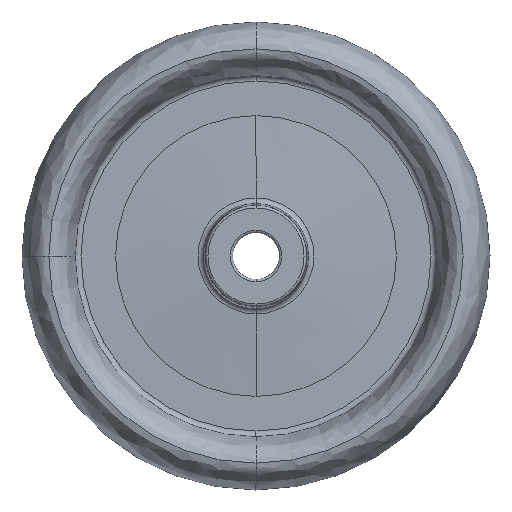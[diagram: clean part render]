
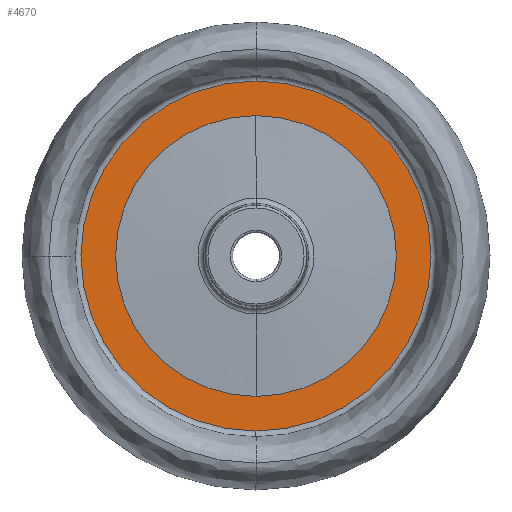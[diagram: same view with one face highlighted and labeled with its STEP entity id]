
A CAD part, left-side view. The second image highlights one B-rep face of the part: STEP entity #4670.
In plain terms, the highlighted planar face has unit normal (-1, 0, 0).
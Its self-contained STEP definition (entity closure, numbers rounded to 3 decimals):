
#532 = VERTEX_POINT ( 'NONE', #3084 ) ;
#717 = EDGE_CURVE ( 'NONE', #1537, #5296, #4616, .T. ) ;
#786 = ORIENTED_EDGE ( 'NONE', *, *, #5782, .F. ) ;
#844 = AXIS2_PLACEMENT_3D ( 'NONE', #1021, #4982, #4342 ) ;
#911 = EDGE_CURVE ( 'NONE', #5769, #532, #2704, .T. ) ;
#929 = EDGE_CURVE ( 'NONE', #5296, #1537, #4068, .T. ) ;
#1021 = CARTESIAN_POINT ( 'NONE',  ( -3., 0., 0. ) ) ;
#1089 = DIRECTION ( 'NONE',  ( -1., 0., 0. ) ) ;
#1149 = DIRECTION ( 'NONE',  ( -1., 0., 0. ) ) ;
#1235 = AXIS2_PLACEMENT_3D ( 'NONE', #7232, #3234, #3775 ) ;
#1337 = FACE_BOUND ( 'NONE', #6510, .T. ) ;
#1348 = CARTESIAN_POINT ( 'NONE',  ( -3., 77.09, 0. ) ) ;
#1537 = VERTEX_POINT ( 'NONE', #1547 ) ;
#1547 = CARTESIAN_POINT ( 'NONE',  ( -3., 0., -74.791 ) ) ;
#1684 = DIRECTION ( 'NONE',  ( 0., 0., -1. ) ) ;
#1826 = ORIENTED_EDGE ( 'NONE', *, *, #717, .T. ) ;
#1931 = DIRECTION ( 'NONE',  ( 0., 0., -1. ) ) ;
#1981 = EDGE_LOOP ( 'NONE', ( #3835, #1826 ) ) ;
#2220 = CARTESIAN_POINT ( 'NONE',  ( -3., 0., -60. ) ) ;
#2704 = CIRCLE ( 'NONE', #844, 60. ) ;
#3084 = CARTESIAN_POINT ( 'NONE',  ( -3., 0., 60. ) ) ;
#3234 = DIRECTION ( 'NONE',  ( -1., 0., 0. ) ) ;
#3775 = DIRECTION ( 'NONE',  ( 0., 0., -1. ) ) ;
#3835 = ORIENTED_EDGE ( 'NONE', *, *, #929, .T. ) ;
#3998 = ORIENTED_EDGE ( 'NONE', *, *, #911, .F. ) ;
#4068 = CIRCLE ( 'NONE', #1235, 74.791 ) ;
#4342 = DIRECTION ( 'NONE',  ( 0., 0., 1. ) ) ;
#4546 = CARTESIAN_POINT ( 'NONE',  ( -3., 0., 0. ) ) ;
#4561 = CIRCLE ( 'NONE', #5693, 60. ) ;
#4616 = CIRCLE ( 'NONE', #6410, 74.791 ) ;
#4670 = ADVANCED_FACE ( 'NONE', ( #7303, #1337 ), #6513, .F. ) ;
#4982 = DIRECTION ( 'NONE',  ( -1., 0., 0. ) ) ;
#5127 = DIRECTION ( 'NONE',  ( 0., 0., 1. ) ) ;
#5296 = VERTEX_POINT ( 'NONE', #5965 ) ;
#5384 = DIRECTION ( 'NONE',  ( 1., 0., 0. ) ) ;
#5693 = AXIS2_PLACEMENT_3D ( 'NONE', #4546, #1089, #5127 ) ;
#5769 = VERTEX_POINT ( 'NONE', #2220 ) ;
#5782 = EDGE_CURVE ( 'NONE', #532, #5769, #4561, .T. ) ;
#5965 = CARTESIAN_POINT ( 'NONE',  ( -3., 0., 74.791 ) ) ;
#6410 = AXIS2_PLACEMENT_3D ( 'NONE', #6799, #1149, #1684 ) ;
#6510 = EDGE_LOOP ( 'NONE', ( #3998, #786 ) ) ;
#6513 = PLANE ( 'NONE',  #7190 ) ;
#6799 = CARTESIAN_POINT ( 'NONE',  ( -3., 0., 0. ) ) ;
#7190 = AXIS2_PLACEMENT_3D ( 'NONE', #1348, #5384, #1931 ) ;
#7232 = CARTESIAN_POINT ( 'NONE',  ( -3., 0., 0. ) ) ;
#7303 = FACE_OUTER_BOUND ( 'NONE', #1981, .T. ) ;
